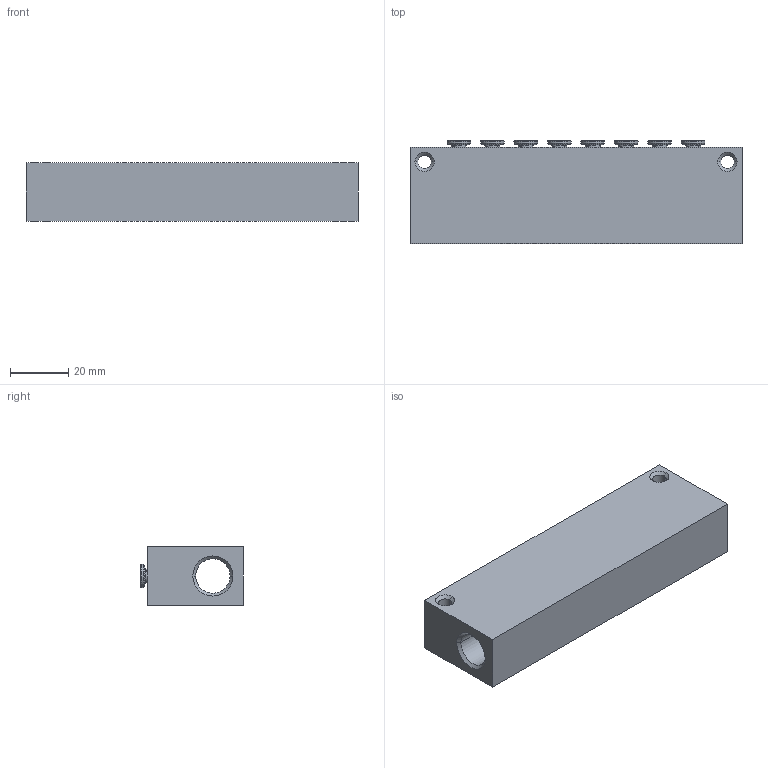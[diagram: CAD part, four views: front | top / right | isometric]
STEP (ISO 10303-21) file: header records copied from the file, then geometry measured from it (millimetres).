
FILE_DESCRIPTION(('STEP AP214'),'1');
FILE_NAME('3310_04_13.stp','2016-07-07T14:25:34',('TraceParts'),('TraceParts S.A.'),'Spatial InterOp 3D',' ',' ');
FILE_SCHEMA(('automotive_design'));
Length unit declared in the file: millimetre
Products named in the file (49): 3310-04-13_asm|3100-04-00-ASM_ASM:1#3100-04-00-ASM_ASM|44104-39:1#44104-39;44104-39; 3310-04-13_asm|3100-04-00-ASM_ASM:1#3100-04-00-ASM_ASM|44104-40:1#44104-40;44104-40; 3310-04-13_asm|3100-04-00-ASM_ASM:1#3100-04-00-ASM_ASM|44104:1#44104;44104; 3310-04-13_asm|3100-04-00-ASM_ASM:1#3100-04-00-ASM_ASM|44104-38_ASM_:1#44104-38_ASM_;44104-38_ASM_; 3310-04-13_asm|3100-04-00-ASM_ASM:1#3100-04-00-ASM_ASM|44104-38_ASM_:1#44104-38_ASM_;44104-38_ASM__1; 3310-04-13_asm|3100-04-00-ASM_ASM:1#3100-04-00-ASM_ASM|44104-12-ASM:1#44104-12-ASM;44104-12-ASM; 3310-04-13_asm|3100-04-00-ASM_ASM:2#3100-04-00-ASM_ASM|44104-39:1#44104-39;44104-39; 3310-04-13_asm|3100-04-00-ASM_ASM:2#3100-04-00-ASM_ASM|44104-40:1#44104-40;44104-40; 3310-04-13_asm|3100-04-00-ASM_ASM:2#3100-04-00-ASM_ASM|44104:1#44104;44104; 3310-04-13_asm|3100-04-00-ASM_ASM:2#3100-04-00-ASM_ASM|44104-38_ASM_:1#44104-38_ASM_;44104-38_ASM_; 3310-04-13_asm|3100-04-00-ASM_ASM:2#3100-04-00-ASM_ASM|44104-38_ASM_:1#44104-38_ASM_;44104-38_ASM__1; 3310-04-13_asm|3100-04-00-ASM_ASM:2#3100-04-00-ASM_ASM|44104-12-ASM:1#44104-12-ASM;44104-12-ASM; 3310-04-13_asm|3100-04-00-ASM_ASM:3#3100-04-00-ASM_ASM|44104-39:1#44104-39;44104-39; 3310-04-13_asm|3100-04-00-ASM_ASM:3#3100-04-00-ASM_ASM|44104-40:1#44104-40;44104-40; 3310-04-13_asm|3100-04-00-ASM_ASM:3#3100-04-00-ASM_ASM|44104:1#44104;44104; 3310-04-13_asm|3100-04-00-ASM_ASM:3#3100-04-00-ASM_ASM|44104-38_ASM_:1#44104-38_ASM_;44104-38_ASM_; 3310-04-13_asm|3100-04-00-ASM_ASM:3#3100-04-00-ASM_ASM|44104-38_ASM_:1#44104-38_ASM_;44104-38_ASM__1; 3310-04-13_asm|3100-04-00-ASM_ASM:3#3100-04-00-ASM_ASM|44104-12-ASM:1#44104-12-ASM;44104-12-ASM; 3310-04-13_asm|3100-04-00-ASM_ASM:4#3100-04-00-ASM_ASM|44104-39:1#44104-39;44104-39; 3310-04-13_asm|3100-04-00-ASM_ASM:4#3100-04-00-ASM_ASM|44104-40:1#44104-40;44104-40; 3310-04-13_asm|3100-04-00-ASM_ASM:4#3100-04-00-ASM_ASM|44104:1#44104;44104; 3310-04-13_asm|3100-04-00-ASM_ASM:4#3100-04-00-ASM_ASM|44104-38_ASM_:1#44104-38_ASM_;44104-38_ASM_; 3310-04-13_asm|3100-04-00-ASM_ASM:4#3100-04-00-ASM_ASM|44104-38_ASM_:1#44104-38_ASM_;44104-38_ASM__1; 3310-04-13_asm|3100-04-00-ASM_ASM:4#3100-04-00-ASM_ASM|44104-12-ASM:1#44104-12-ASM;44104-12-ASM; 3310-04-13_asm|3100-04-00-ASM_ASM:5#3100-04-00-ASM_ASM|44104-39:1#44104-39;44104-39; 3310-04-13_asm|3100-04-00-ASM_ASM:5#3100-04-00-ASM_ASM|44104-40:1#44104-40;44104-40; 3310-04-13_asm|3100-04-00-ASM_ASM:5#3100-04-00-ASM_ASM|44104:1#44104;44104; 3310-04-13_asm|3100-04-00-ASM_ASM:5#3100-04-00-ASM_ASM|44104-38_ASM_:1#44104-38_ASM_;44104-38_ASM_; 3310-04-13_asm|3100-04-00-ASM_ASM:5#3100-04-00-ASM_ASM|44104-38_ASM_:1#44104-38_ASM_;44104-38_ASM__1; 3310-04-13_asm|3100-04-00-ASM_ASM:5#3100-04-00-ASM_ASM|44104-12-ASM:1#44104-12-ASM;44104-12-ASM; 3310-04-13_asm|3100-04-00-ASM_ASM:6#3100-04-00-ASM_ASM|44104-39:1#44104-39;44104-39; 3310-04-13_asm|3100-04-00-ASM_ASM:6#3100-04-00-ASM_ASM|44104-40:1#44104-40;44104-40; 3310-04-13_asm|3100-04-00-ASM_ASM:6#3100-04-00-ASM_ASM|44104:1#44104;44104; 3310-04-13_asm|3100-04-00-ASM_ASM:6#3100-04-00-ASM_ASM|44104-38_ASM_:1#44104-38_ASM_;44104-38_ASM_; 3310-04-13_asm|3100-04-00-ASM_ASM:6#3100-04-00-ASM_ASM|44104-38_ASM_:1#44104-38_ASM_;44104-38_ASM__1; 3310-04-13_asm|3100-04-00-ASM_ASM:6#3100-04-00-ASM_ASM|44104-12-ASM:1#44104-12-ASM;44104-12-ASM; 3310-04-13_asm|3100-04-00-ASM_ASM:7#3100-04-00-ASM_ASM|44104-39:1#44104-39;44104-39; 3310-04-13_asm|3100-04-00-ASM_ASM:7#3100-04-00-ASM_ASM|44104-40:1#44104-40;44104-40; 3310-04-13_asm|3100-04-00-ASM_ASM:7#3100-04-00-ASM_ASM|44104:1#44104;44104; 3310-04-13_asm|3100-04-00-ASM_ASM:7#3100-04-00-ASM_ASM|44104-38_ASM_:1#44104-38_ASM_;44104-38_ASM_ ...
Bounding box: 114 x 35.35 x 20 mm (x, y, z)
Volume: 60579 mm3; surface area: 27757.5 mm2
Topology: 49 solids, 49 shells, 5048 faces, 13254 edges, 8464 vertices
Faces by surface type: plane 1598, bspline 1352, cylinder 886, torus 608, cone 588, sphere 16
Entity records: 222294 total; most frequent: CARTESIAN_POINT 60191, ORIENTED_EDGE 26508, DIRECTION 23648, EDGE_CURVE 13254, AXIS2_PLACEMENT_3D 8905, VERTEX_POINT 8464, LINE 5838, VECTOR 5838
